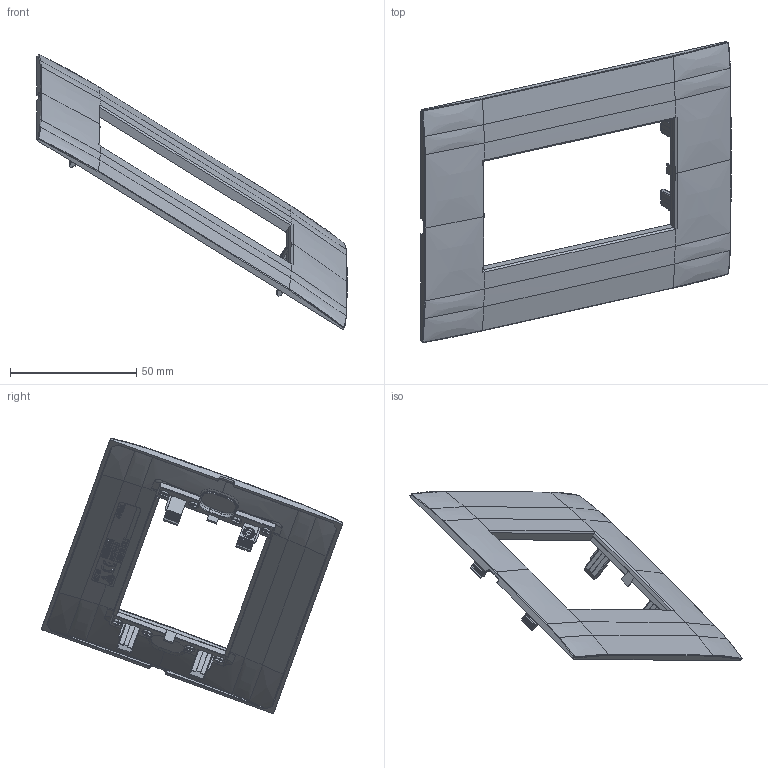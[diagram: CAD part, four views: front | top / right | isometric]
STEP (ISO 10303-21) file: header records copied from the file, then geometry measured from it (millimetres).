
FILE_DESCRIPTION(('CATIA V5 STEP Exchange'),'2;1');
FILE_NAME('44PSM4ALS.stp','2025-02-18T13:32:47+00:00',('none'),('none'),'CATIA Version 5-6 Release 2016 SP6','CATIA V5 STEP AP203','none');
FILE_SCHEMA(('CONFIG_CONTROL_DESIGN'));
Length unit declared in the file: millimetre
Products named in the file (1): 44PSM4@
Assembly tree (4 placements, depth 2):
  44PSM4@
    #57
    #52260  x2
    #63921
Bounding box: 122.92 x 119.29 x 108.85 mm (x, y, z)
Volume: 19726.3 mm3; surface area: 26858.6 mm2
Topology: 3 solids, 3 shells, 2009 faces, 5551 edges, 3572 vertices
Faces by surface type: plane 1308, cylinder 425, bspline 160, cone 44, sphere 40, extrusion 20, torus 12
Entity records: 63947 total; most frequent: CARTESIAN_POINT 26002, ORIENTED_EDGE 9588, DIRECTION 5029, EDGE_CURVE 4794, VERTEX_POINT 3130, B_SPLINE_CURVE_WITH_KNOTS 2153, VECTOR 2117, LINE 2097
